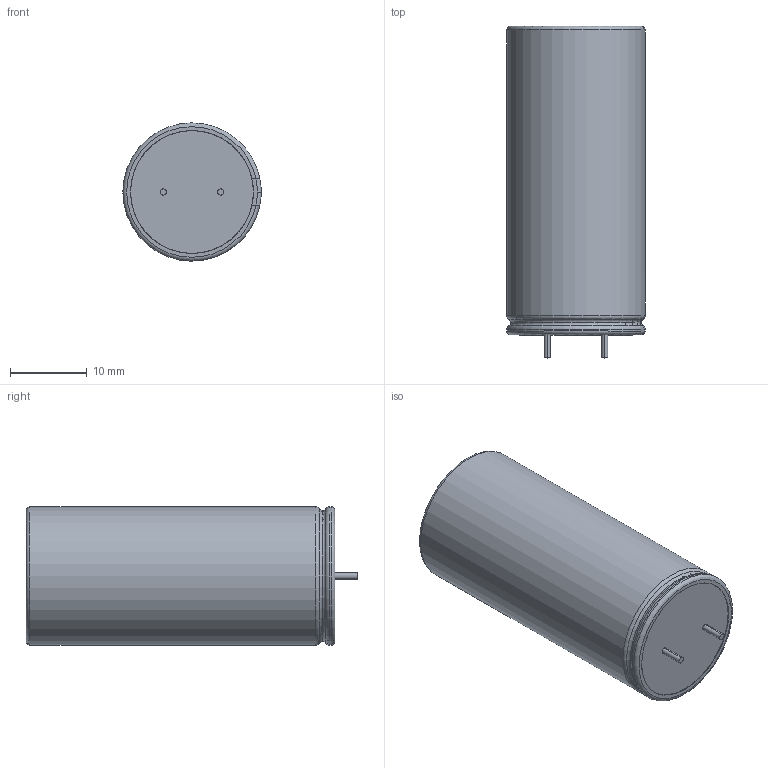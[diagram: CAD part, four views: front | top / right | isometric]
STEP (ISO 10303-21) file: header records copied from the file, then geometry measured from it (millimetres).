
FILE_DESCRIPTION (( 'STEP AP214' ), '1' );
FILE_NAME ('CAP_pol_DIP_D18x40mm.STEP', '2023-06-02T10:29:45', ( 'Elessar' ), ( '' ), 'SwSTEP 2.0', 'SolidWorks 2018', '' );
FILE_SCHEMA (( 'AUTOMOTIVE_DESIGN' ));
Length unit declared in the file: millimetre
Products named in the file (1): CAP_pol_DIP_D18x40mm
Bounding box: 18 x 43.2 x 18 mm (x, y, z)
Volume: 10162.6 mm3; surface area: 2800.5 mm2
Topology: 1 solids, 1 shells, 86 faces, 239 edges, 157 vertices
Faces by surface type: cylinder 46, torus 32, plane 8
Entity records: 3306 total; most frequent: CARTESIAN_POINT 613, DIRECTION 520, ORIENTED_EDGE 478, EDGE_CURVE 239, AXIS2_PLACEMENT_3D 220, VERTEX_POINT 157, CIRCLE 133, EDGE_LOOP 88
